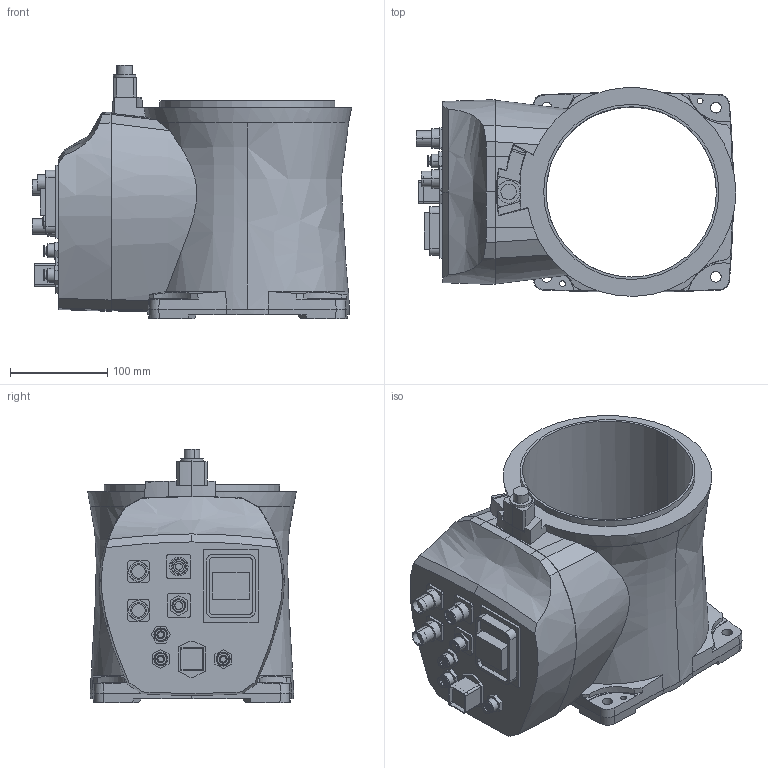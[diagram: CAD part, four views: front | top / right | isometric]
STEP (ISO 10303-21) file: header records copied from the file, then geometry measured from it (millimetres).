
FILE_DESCRIPTION(('CATIA V5 STEP Exchange'),'2;1');
FILE_NAME('Base.stp','2024-08-04T14:11:45+00:00',('none'),('none'),'CATIA Version 5 Release 21 GA (IN-10)','CATIA V5 STEP AP203','none');
FILE_SCHEMA(('CONFIG_CONTROL_DESIGN'));
Length unit declared in the file: millimetre
Products named in the file (1): GREPC1BDNVPG_4
Bounding box: 328.38 x 214.5 x 260.8 mm (x, y, z)
Volume: 3431583.7 mm3; surface area: 448327.1 mm2
Topology: 1 solids, 1 shells, 403 faces, 1029 edges, 676 vertices
Faces by surface type: plane 197, cylinder 139, cone 34, bspline 19, revolution 4, sphere 4, extrusion 4, torus 2
Entity records: 15660 total; most frequent: CARTESIAN_POINT 6550, ORIENTED_EDGE 2058, DIRECTION 1458, EDGE_CURVE 1029, VERTEX_POINT 676, AXIS2_PLACEMENT_3D 612, VECTOR 467, EDGE_LOOP 465
